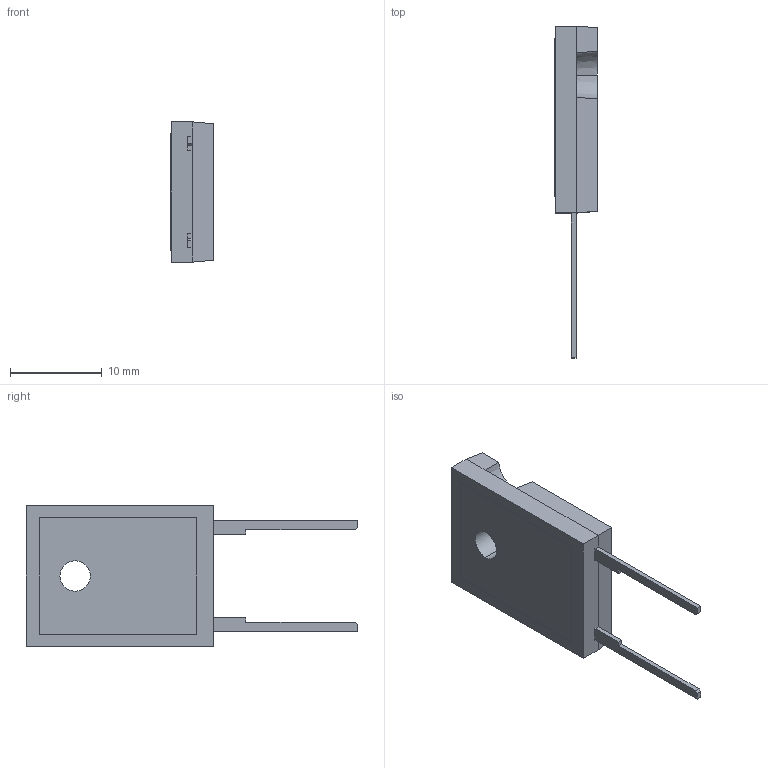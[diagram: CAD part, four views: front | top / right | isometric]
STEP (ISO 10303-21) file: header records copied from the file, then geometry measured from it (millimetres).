
FILE_DESCRIPTION (( 'STEP AP214' ), '1' );
FILE_NAME ('User Library-TO-247-2_PIN.STEP', '2012-03-26T16:27:02', ( 'sysAdmin' ), ( 'SolidWorks' ), 'SwSTEP 2.0', 'SolidWorks 2012', '' );
FILE_SCHEMA (( 'AUTOMOTIVE_DESIGN' ));
Length unit declared in the file: inch
Products named in the file (1): User Library-TO-247-2_PIN
Bounding box: 4.6 x 36.07 x 15.24 mm (x, y, z)
Volume: 1338.4 mm3; surface area: 1074.8 mm2
Topology: 1 solids, 1 shells, 42 faces, 103 edges, 64 vertices
Faces by surface type: plane 35, cone 5, cylinder 2
Entity records: 1801 total; most frequent: CARTESIAN_POINT 222, ORIENTED_EDGE 206, DIRECTION 197, EDGE_CURVE 103, VECTOR 87, LINE 87, VERTEX_POINT 64, AXIS2_PLACEMENT_3D 55
